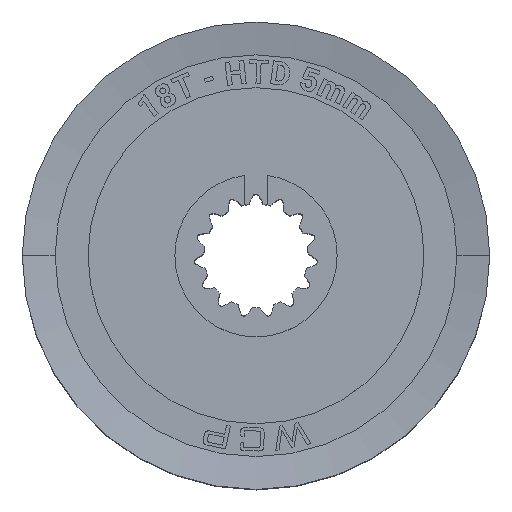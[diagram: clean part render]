
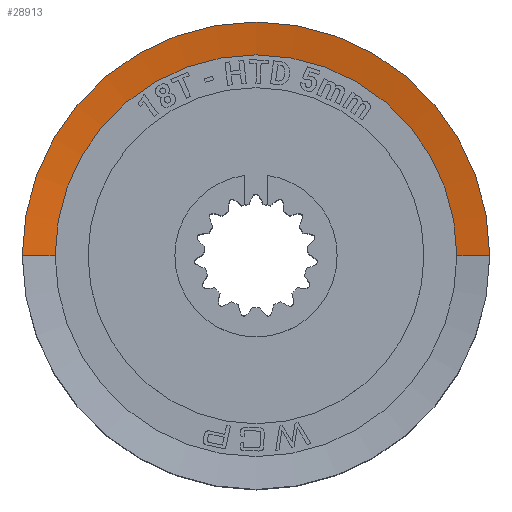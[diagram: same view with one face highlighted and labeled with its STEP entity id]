
A CAD part, top view. The second image highlights one B-rep face of the part: STEP entity #28913.
In plain terms, the highlighted conical face has half-angle 80.5 degrees and reference radius 16 mm.
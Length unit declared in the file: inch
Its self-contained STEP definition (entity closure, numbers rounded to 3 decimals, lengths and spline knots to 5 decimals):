
#445 = DIRECTION ( 'NONE',  ( -1., 0., 0. ) ) ;
#1012 = CARTESIAN_POINT ( 'NONE',  ( 0.54134, 0., 0.39813 ) ) ;
#2114 = DIRECTION ( 'NONE',  ( 1., 0., 0. ) ) ;
#2611 = CARTESIAN_POINT ( 'NONE',  ( 0., 0., 0.39813 ) ) ;
#3104 = CARTESIAN_POINT ( 'NONE',  ( -0.62992, 0., 0.41295 ) ) ;
#3131 = AXIS2_PLACEMENT_3D ( 'NONE', #15996, #29728, #2114 ) ;
#3245 = EDGE_CURVE ( 'NONE', #26603, #11000, #19825, .T. ) ;
#3716 = VECTOR ( 'NONE', #28111, 39.37008 ) ;
#4997 = CARTESIAN_POINT ( 'NONE',  ( 0., 0., 0.41295 ) ) ;
#6391 = CARTESIAN_POINT ( 'NONE',  ( 0.62992, 0., 0.41295 ) ) ;
#7045 = AXIS2_PLACEMENT_3D ( 'NONE', #4997, #13717, #445 ) ;
#7953 = ORIENTED_EDGE ( 'NONE', *, *, #11096, .T. ) ;
#11000 = VERTEX_POINT ( 'NONE', #22527 ) ;
#11096 = EDGE_CURVE ( 'NONE', #16697, #26603, #20241, .T. ) ;
#11785 = DIRECTION ( 'NONE',  ( 0., 0., -1. ) ) ;
#13717 = DIRECTION ( 'NONE',  ( 0., 0., -1. ) ) ;
#15996 = CARTESIAN_POINT ( 'NONE',  ( 0., 0., 0.41295 ) ) ;
#16697 = VERTEX_POINT ( 'NONE', #21905 ) ;
#16835 = EDGE_LOOP ( 'NONE', ( #28829, #7953, #19175, #26080 ) ) ;
#17202 = VERTEX_POINT ( 'NONE', #3104 ) ;
#17699 = CARTESIAN_POINT ( 'NONE',  ( -0.62992, 0., 0.41295 ) ) ;
#19175 = ORIENTED_EDGE ( 'NONE', *, *, #3245, .T. ) ;
#19502 = CONICAL_SURFACE ( 'NONE', #3131, 0.62992, 1.405 ) ;
#19825 = LINE ( 'NONE', #6391, #23814 ) ;
#20241 = CIRCLE ( 'NONE', #22652, 0.54134 ) ;
#20396 = DIRECTION ( 'NONE',  ( 0.986, 0., 0.165 ) ) ;
#21013 = DIRECTION ( 'NONE',  ( -1., 0., 0. ) ) ;
#21026 = CIRCLE ( 'NONE', #7045, 0.62992 ) ;
#21905 = CARTESIAN_POINT ( 'NONE',  ( -0.54134, 0., 0.39813 ) ) ;
#22527 = CARTESIAN_POINT ( 'NONE',  ( 0.62992, 0., 0.41295 ) ) ;
#22637 = EDGE_CURVE ( 'NONE', #16697, #17202, #29193, .T. ) ;
#22652 = AXIS2_PLACEMENT_3D ( 'NONE', #2611, #11785, #21013 ) ;
#23814 = VECTOR ( 'NONE', #20396, 39.37008 ) ;
#25419 = EDGE_CURVE ( 'NONE', #17202, #11000, #21026, .T. ) ;
#26080 = ORIENTED_EDGE ( 'NONE', *, *, #25419, .F. ) ;
#26603 = VERTEX_POINT ( 'NONE', #1012 ) ;
#27319 = FACE_OUTER_BOUND ( 'NONE', #16835, .T. ) ;
#28111 = DIRECTION ( 'NONE',  ( -0.986, 0., 0.165 ) ) ;
#28829 = ORIENTED_EDGE ( 'NONE', *, *, #22637, .F. ) ;
#28913 = ADVANCED_FACE ( 'NONE', ( #27319 ), #19502, .F. ) ;
#29193 = LINE ( 'NONE', #17699, #3716 ) ;
#29728 = DIRECTION ( 'NONE',  ( 0., 0., 1. ) ) ;
